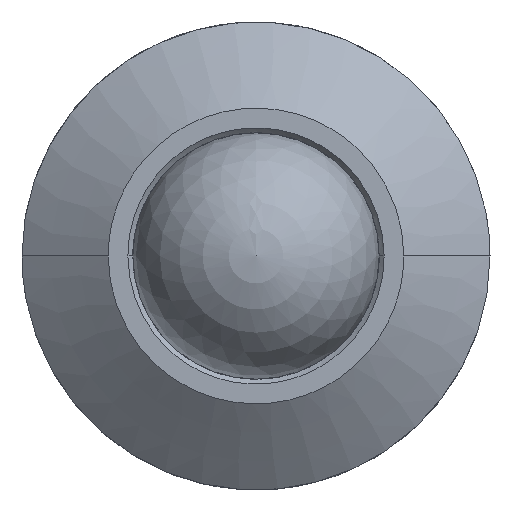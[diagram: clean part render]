
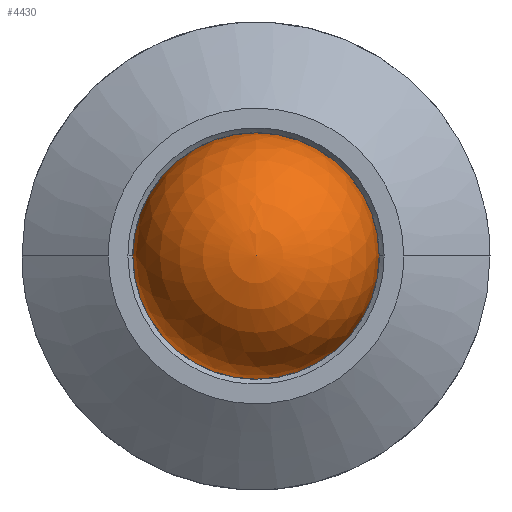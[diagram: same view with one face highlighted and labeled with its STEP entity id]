
A CAD part, left-side view. The second image highlights one B-rep face of the part: STEP entity #4430.
In plain terms, the highlighted spherical face has radius 2.5 mm.
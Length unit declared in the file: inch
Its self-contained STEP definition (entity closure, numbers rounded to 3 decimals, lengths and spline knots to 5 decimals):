
#21=SPHERICAL_SURFACE('',#4632,0.09843);
#224=CIRCLE('',#4633,0.09843);
#225=CIRCLE('',#4634,0.09843);
#226=CIRCLE('',#4635,0.09843);
#468=FACE_OUTER_BOUND('',#727,.T.);
#727=EDGE_LOOP('',(#4059,#4060,#4061,#4062));
#2097=VERTEX_POINT('',#26322);
#2098=VERTEX_POINT('',#26323);
#2099=VERTEX_POINT('',#26326);
#2752=EDGE_CURVE('',#2097,#2098,#224,.T.);
#2753=EDGE_CURVE('',#2098,#2097,#225,.T.);
#2754=EDGE_CURVE('',#2099,#2098,#226,.T.);
#4059=ORIENTED_EDGE('',*,*,#2752,.F.);
#4060=ORIENTED_EDGE('',*,*,#2753,.F.);
#4061=ORIENTED_EDGE('',*,*,#2754,.F.);
#4062=ORIENTED_EDGE('',*,*,#2754,.T.);
#4430=ADVANCED_FACE('',(#468),#21,.T.);
#4632=AXIS2_PLACEMENT_3D('',#26321,#5346,#5347);
#4633=AXIS2_PLACEMENT_3D('',#26324,#5348,#5349);
#4634=AXIS2_PLACEMENT_3D('',#26325,#5350,#5351);
#4635=AXIS2_PLACEMENT_3D('',#26327,#5352,#5353);
#5346=DIRECTION('center_axis',(-1.,0.,0.));
#5347=DIRECTION('ref_axis',(0.,0.,-1.));
#5348=DIRECTION('center_axis',(1.,0.,0.));
#5349=DIRECTION('ref_axis',(0.,1.,0.));
#5350=DIRECTION('center_axis',(1.,0.,0.));
#5351=DIRECTION('ref_axis',(0.,1.,0.));
#5352=DIRECTION('center_axis',(0.,1.,0.));
#5353=DIRECTION('ref_axis',(0.,0.,1.));
#26321=CARTESIAN_POINT('Origin',(-0.24872,0.,
0.));
#26322=CARTESIAN_POINT('',(-0.24872,-0.09843,0.));
#26323=CARTESIAN_POINT('',(-0.24872,0.,0.09843));
#26324=CARTESIAN_POINT('Origin',(-0.24872,0.,
0.));
#26325=CARTESIAN_POINT('Origin',(-0.24872,0.,
0.));
#26326=CARTESIAN_POINT('',(-0.34714,0.,0.));
#26327=CARTESIAN_POINT('Origin',(-0.24872,0.,
0.));
